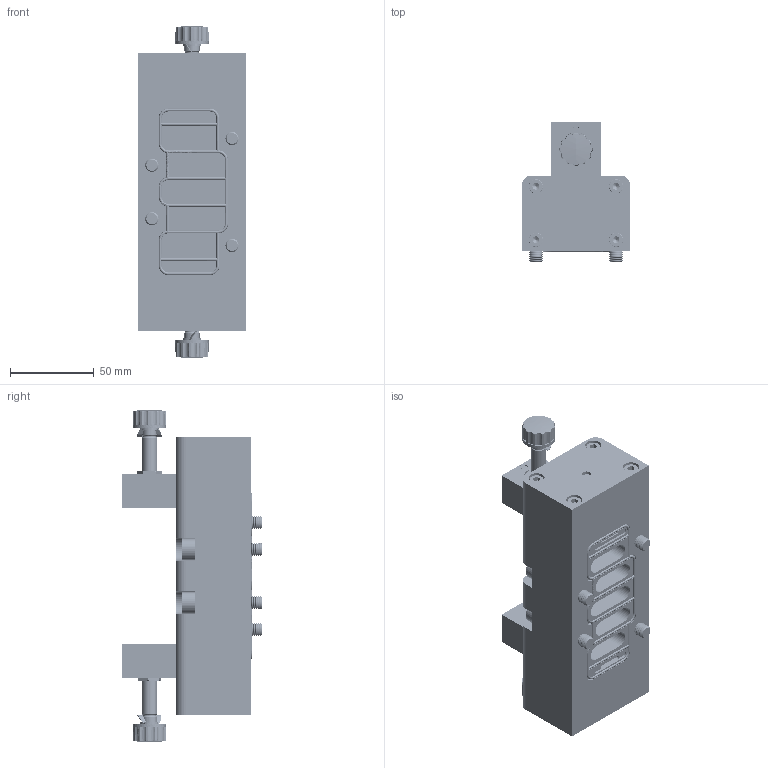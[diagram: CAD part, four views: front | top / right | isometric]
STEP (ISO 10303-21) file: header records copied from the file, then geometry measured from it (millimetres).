
FILE_DESCRIPTION (( 'STEP AP214' ), '1' );
FILE_NAME ('03_077_3.STEP', '2016-02-12T14:52:23', ( '' ), ( '' ), 'SwSTEP 2.0', 'SolidWorks 2016', '' );
FILE_SCHEMA (( 'AUTOMOTIVE_DESIGN' ));
Length unit declared in the file: millimetre
Products named in the file (1): 03_077_3
Bounding box: 65 x 83.5 x 198.7 mm (x, y, z)
Volume: 483844.3 mm3; surface area: 107186.9 mm2
Topology: 24 solids, 27 shells, 3942 faces, 10287 edges, 6434 vertices
Faces by surface type: cone 1891, cylinder 1139, plane 730, torus 144, bspline 30, sphere 8
Entity records: 140487 total; most frequent: CARTESIAN_POINT 24798, DIRECTION 22712, ORIENTED_EDGE 20490, EDGE_CURVE 10245, AXIS2_PLACEMENT_3D 9217, VERTEX_POINT 6428, CIRCLE 5304, VECTOR 4278
